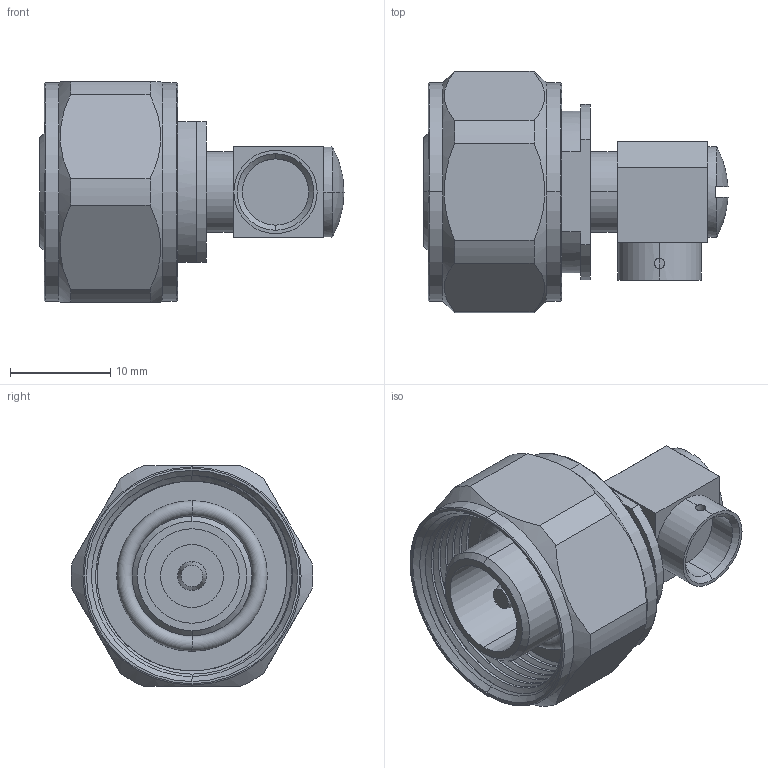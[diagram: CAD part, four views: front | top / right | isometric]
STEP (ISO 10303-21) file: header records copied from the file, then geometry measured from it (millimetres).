
FILE_DESCRIPTION (( 'STEP AP214' ), '1' );
FILE_NAME ('FMCN1691.step', '2021-01-28T21:28:27', ( '' ), ( '' ), 'SwSTEP 2.0', 'SolidWorks 2018', '' );
FILE_SCHEMA (( 'AUTOMOTIVE_DESIGN' ));
Length unit declared in the file: inch
Products named in the file (1): FMCN1691
Bounding box: 30.28 x 24.02 x 22 mm (x, y, z)
Volume: 5245.5 mm3; surface area: 4384.3 mm2
Topology: 3 solids, 3 shells, 129 faces, 317 edges, 202 vertices
Faces by surface type: cylinder 55, plane 36, cone 17, bspline 9, torus 8, sphere 4
Entity records: 6755 total; most frequent: CARTESIAN_POINT 3777, ORIENTED_EDGE 634, DIRECTION 585, EDGE_CURVE 317, AXIS2_PLACEMENT_3D 235, VERTEX_POINT 202, EDGE_LOOP 141, ADVANCED_FACE 129
